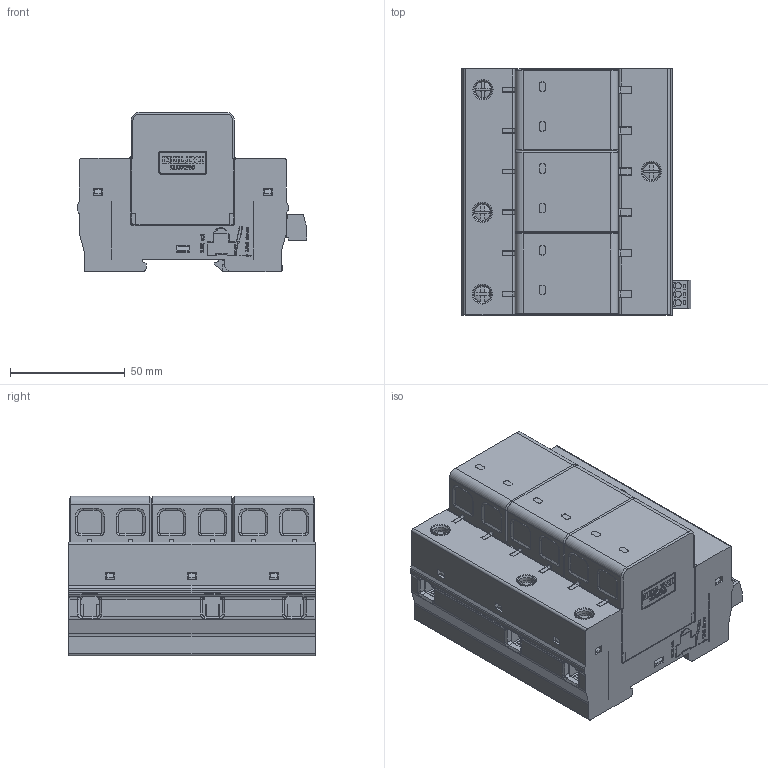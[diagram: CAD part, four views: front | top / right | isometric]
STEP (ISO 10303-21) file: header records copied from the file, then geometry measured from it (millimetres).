
FILE_DESCRIPTION((''),'2;1');
FILE_NAME('CDYN_80KA_3P_YX','2025-06-20T',('weiren.liu'),(''),'PRO/ENGINEER BY PARAMETRIC TECHNOLOGY CORPORATION, 2017170','PRO/ENGINEER BY PARAMETRIC TECHNOLOGY CORPORATION, 2017170','');
FILE_SCHEMA(('CONFIG_CONTROL_DESIGN'));
Products named in the file (1): CDYN_80KA_3P_YX
Bounding box: 100 x 107.2 x 69.5 mm (x, y, z)
Volume: 185303.5 mm3; surface area: 207228.4 mm2
Topology: 1 solids, 3 shells, 6624 faces, 19178 edges, 12548 vertices
Faces by surface type: plane 5678, cylinder 716, cone 108, torus 74, bspline 32, sphere 16
Entity records: 224382 total; most frequent: CARTESIAN_POINT 49281, ORIENTED_EDGE 38340, DIRECTION 33419, EDGE_CURVE 19170, VECTOR 17005, LINE 17005, VERTEX_POINT 12548, AXIS2_PLACEMENT_3D 8207
